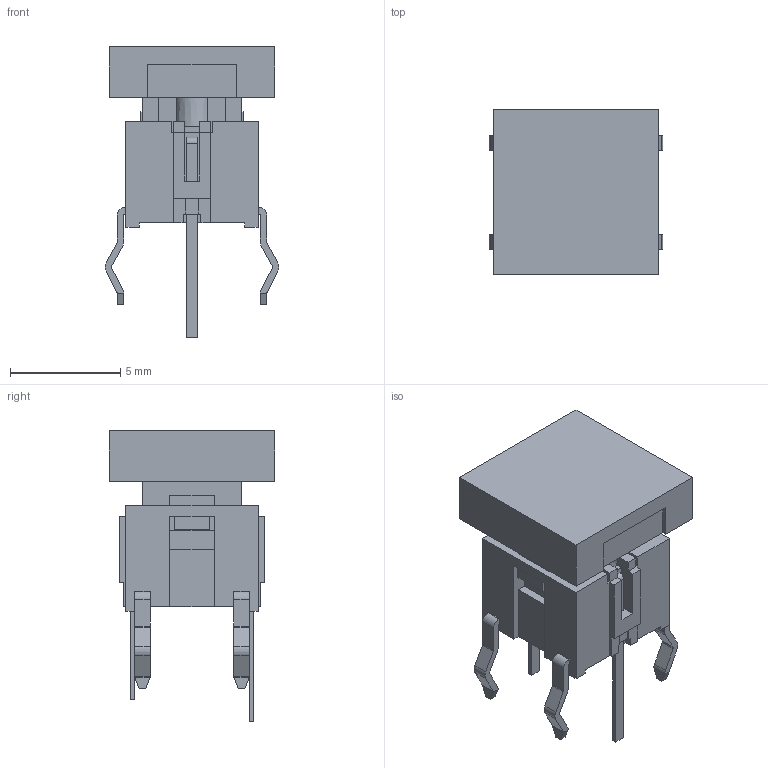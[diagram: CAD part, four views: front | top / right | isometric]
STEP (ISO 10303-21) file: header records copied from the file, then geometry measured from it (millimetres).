
FILE_DESCRIPTION((''),'2;1');
FILE_NAME('TL1240RQ1JCLR.stp','2011-08-03T11:33:32',('blarson'),(''),'Autodesk Inventor 11','Autodesk Inventor 11','');
FILE_SCHEMA(('AUTOMOTIVE_DESIGN { 1 0 10303 214 1 1 1 1 }'));
Length unit declared in the file: millimetre
Products named in the file (5): XP0131A; TL1240 BODY; TL1240 PLUNGER; TL1240 1J CAP; TL1240 LED
Assembly tree (4 placements, depth 2):
  XP0131A
    TL1240 BODY
    TL1240 PLUNGER
    TL1240 1J CAP
    TL1240 LED
Bounding box: 7.9 x 7.5 x 13.2 mm (x, y, z)
Volume: 203.8 mm3; surface area: 810.4 mm2
Topology: 4 solids, 4 shells, 327 faces, 916 edges, 601 vertices
Faces by surface type: plane 230, bspline 72, cylinder 22, sphere 2, cone 1
Entity records: 10661 total; most frequent: CARTESIAN_POINT 2282, ORIENTED_EDGE 1818, DIRECTION 1516, EDGE_CURVE 909, VECTOR 830, LINE 830, VERTEX_POINT 597, AXIS2_PLACEMENT_3D 343
